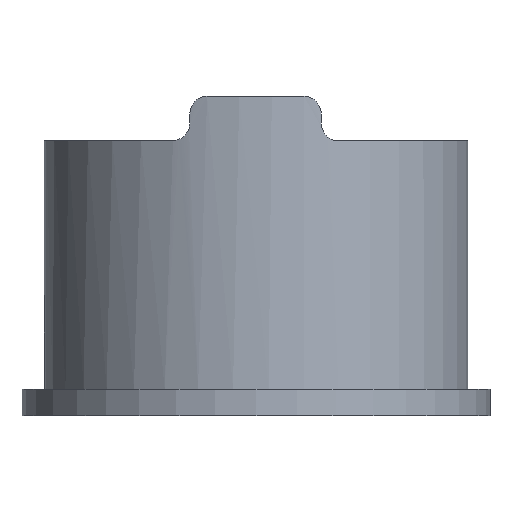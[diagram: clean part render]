
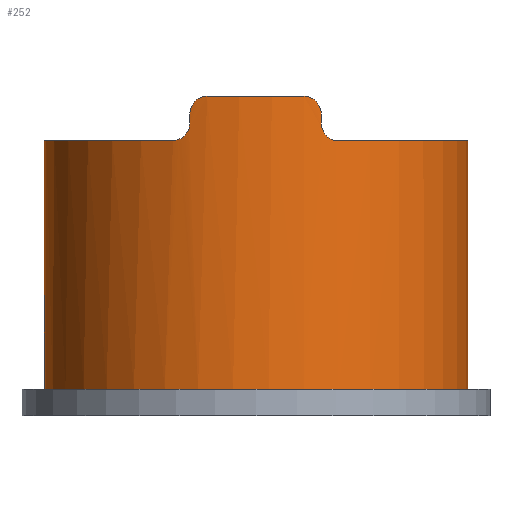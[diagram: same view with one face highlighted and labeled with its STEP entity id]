
A CAD part, left-side view. The second image highlights one B-rep face of the part: STEP entity #252.
In plain terms, the highlighted cylindrical face has radius 23.867 mm (diameter 47.734 mm), a full revolution.
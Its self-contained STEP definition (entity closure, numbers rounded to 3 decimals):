
#77=LINE('',#583,#81);
#78=LINE('',#589,#82);
#81=VECTOR('',#462,1000.);
#82=VECTOR('',#469,1000.);
#87=B_SPLINE_CURVE_WITH_KNOTS('',3,(#593,#594,#595,#596,#597),
 .UNSPECIFIED.,.F.,.F.,(4,1,4),(0.,0.002,
0.003),.UNSPECIFIED.);
#88=B_SPLINE_CURVE_WITH_KNOTS('',3,(#599,#600,#601,#602,#603),
 .UNSPECIFIED.,.F.,.F.,(4,1,4),(0.,0.002,
0.003),.UNSPECIFIED.);
#89=B_SPLINE_CURVE_WITH_KNOTS('',3,(#605,#606,#607,#608,#609),
 .UNSPECIFIED.,.F.,.F.,(4,1,4),(0.,0.002,
0.003),.UNSPECIFIED.);
#90=B_SPLINE_CURVE_WITH_KNOTS('',3,(#611,#612,#613,#614,#615),
 .UNSPECIFIED.,.F.,.F.,(4,1,4),(0.,0.002,
0.003),.UNSPECIFIED.);
#95=CYLINDRICAL_SURFACE('',#383,23.867);
#143=ORIENTED_EDGE('',*,*,#178,.T.);
#144=ORIENTED_EDGE('',*,*,#156,.T.);
#145=ORIENTED_EDGE('',*,*,#176,.T.);
#146=ORIENTED_EDGE('',*,*,#174,.F.);
#147=ORIENTED_EDGE('',*,*,#179,.F.);
#148=ORIENTED_EDGE('',*,*,#152,.T.);
#149=ORIENTED_EDGE('',*,*,#177,.F.);
#150=ORIENTED_EDGE('',*,*,#171,.F.);
#151=ORIENTED_EDGE('',*,*,#163,.T.);
#152=EDGE_CURVE('',#180,#181,#321,.F.);
#156=EDGE_CURVE('',#184,#185,#325,.F.);
#163=EDGE_CURVE('',#191,#191,#332,.T.);
#171=EDGE_CURVE('',#196,#197,#77,.T.);
#174=EDGE_CURVE('',#198,#199,#78,.F.);
#176=EDGE_CURVE('',#185,#199,#87,.T.);
#177=EDGE_CURVE('',#197,#181,#88,.T.);
#178=EDGE_CURVE('',#196,#184,#89,.T.);
#179=EDGE_CURVE('',#180,#198,#90,.T.);
#180=VERTEX_POINT('',#526);
#181=VERTEX_POINT('',#527);
#184=VERTEX_POINT('',#535);
#185=VERTEX_POINT('',#536);
#191=VERTEX_POINT('',#552);
#196=VERTEX_POINT('',#582);
#197=VERTEX_POINT('',#584);
#198=VERTEX_POINT('',#588);
#199=VERTEX_POINT('',#590);
#216=EDGE_LOOP('',(#143,#144,#145,#146,#147,#148,#149,#150));
#217=EDGE_LOOP('',(#151));
#234=FACE_BOUND('',#216,.T.);
#235=FACE_BOUND('',#217,.T.);
#252=ADVANCED_FACE('',(#234,#235),#95,.T.);
#321=CIRCLE('',#356,23.867);
#325=CIRCLE('',#361,23.867);
#332=CIRCLE('',#371,23.867);
#356=AXIS2_PLACEMENT_3D('',#525,#422,#423);
#361=AXIS2_PLACEMENT_3D('',#534,#432,#433);
#371=AXIS2_PLACEMENT_3D('',#551,#452,#453);
#383=AXIS2_PLACEMENT_3D('',#616,#480,#481);
#422=DIRECTION('',(0.,0.,1.));
#423=DIRECTION('',(1.,0.,0.));
#432=DIRECTION('',(0.,0.,1.));
#433=DIRECTION('',(1.,0.,0.));
#452=DIRECTION('',(0.,0.,1.));
#453=DIRECTION('',(1.,0.,0.));
#462=DIRECTION('',(0.,0.,-1.));
#469=DIRECTION('',(0.,0.,-1.));
#480=DIRECTION('',(0.,0.,-1.));
#481=DIRECTION('',(-1.,0.,0.));
#525=CARTESIAN_POINT('',(0.,0.,28.));
#526=CARTESIAN_POINT('',(-21.958,9.354,28.));
#527=CARTESIAN_POINT('',(-22.002,-9.25,28.));
#534=CARTESIAN_POINT('',(0.,0.,33.));
#535=CARTESIAN_POINT('',(-23.248,-5.4,33.));
#536=CARTESIAN_POINT('',(-23.222,5.51,33.));
#551=CARTESIAN_POINT('',(0.,0.,0.));
#552=CARTESIAN_POINT('',(23.867,0.,0.));
#582=CARTESIAN_POINT('',(-22.709,-7.345,31.));
#583=CARTESIAN_POINT('',(-22.709,-7.345,20.));
#584=CARTESIAN_POINT('',(-22.709,-7.345,30.));
#588=CARTESIAN_POINT('',(-22.674,7.453,30.));
#589=CARTESIAN_POINT('',(-22.674,7.453,20.));
#590=CARTESIAN_POINT('',(-22.674,7.453,31.));
#593=CARTESIAN_POINT('',(-23.222,5.51,33.));
#594=CARTESIAN_POINT('',(-23.101,6.02,33.));
#595=CARTESIAN_POINT('',(-22.818,7.032,32.569));
#596=CARTESIAN_POINT('',(-22.674,7.453,31.531));
#597=CARTESIAN_POINT('',(-22.674,7.453,31.));
#599=CARTESIAN_POINT('',(-22.709,-7.345,30.));
#600=CARTESIAN_POINT('',(-22.709,-7.345,29.471));
#601=CARTESIAN_POINT('',(-22.576,-7.774,28.423));
#602=CARTESIAN_POINT('',(-22.206,-8.763,28.));
#603=CARTESIAN_POINT('',(-22.002,-9.25,28.));
#605=CARTESIAN_POINT('',(-22.709,-7.345,31.));
#606=CARTESIAN_POINT('',(-22.709,-7.345,31.527));
#607=CARTESIAN_POINT('',(-22.851,-6.924,32.57));
#608=CARTESIAN_POINT('',(-23.129,-5.914,33.));
#609=CARTESIAN_POINT('',(-23.248,-5.4,33.));
#611=CARTESIAN_POINT('',(-21.958,9.354,28.));
#612=CARTESIAN_POINT('',(-22.165,8.868,28.));
#613=CARTESIAN_POINT('',(-22.539,7.881,28.423));
#614=CARTESIAN_POINT('',(-22.674,7.453,29.471));
#615=CARTESIAN_POINT('',(-22.674,7.453,30.));
#616=CARTESIAN_POINT('',(0.,0.,40.));
